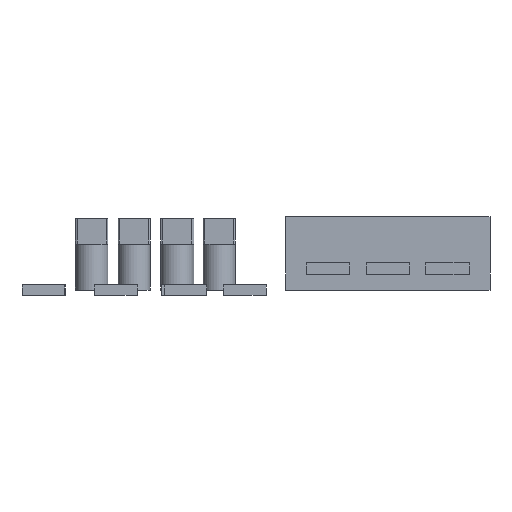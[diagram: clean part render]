
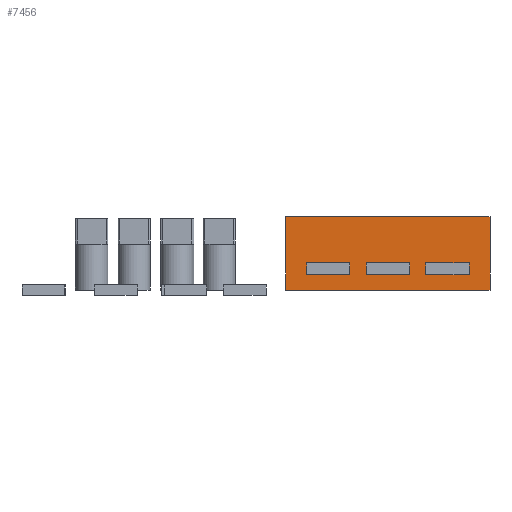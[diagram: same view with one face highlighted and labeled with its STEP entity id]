
A CAD part, front view. The second image highlights one B-rep face of the part: STEP entity #7456.
In plain terms, the highlighted planar face has unit normal (0, -1, 0).
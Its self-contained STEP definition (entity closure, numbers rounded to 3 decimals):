
#179=FACE_BOUND('',#1558,.T.);
#180=FACE_BOUND('',#1559,.T.);
#181=FACE_BOUND('',#1560,.T.);
#1042=FACE_OUTER_BOUND('',#1557,.T.);
#1557=EDGE_LOOP('',(#6663,#6664,#6665,#6666));
#1558=EDGE_LOOP('',(#6667,#6668,#6669,#6670));
#1559=EDGE_LOOP('',(#6671,#6672,#6673,#6674));
#1560=EDGE_LOOP('',(#6675,#6676,#6677,#6678));
#2239=LINE('',#12612,#2966);
#2243=LINE('',#12639,#2970);
#2251=LINE('',#12654,#2978);
#2253=LINE('',#12660,#2980);
#2261=LINE('',#12675,#2988);
#2263=LINE('',#12681,#2990);
#2271=LINE('',#12696,#2998);
#2272=LINE('',#12698,#2999);
#2273=LINE('',#12702,#3000);
#2277=LINE('',#12714,#3004);
#2278=LINE('',#12716,#3005);
#2279=LINE('',#12718,#3006);
#2280=LINE('',#12720,#3007);
#2282=LINE('',#12725,#3009);
#2287=LINE('',#12734,#3014);
#2288=LINE('',#12736,#3015);
#2966=VECTOR('',#10470,10.);
#2970=VECTOR('',#10506,10.);
#2978=VECTOR('',#10518,10.);
#2980=VECTOR('',#10522,10.);
#2988=VECTOR('',#10534,10.);
#2990=VECTOR('',#10538,10.);
#2998=VECTOR('',#10550,10.);
#2999=VECTOR('',#10553,10.);
#3000=VECTOR('',#10558,10.);
#3004=VECTOR('',#10574,10.);
#3005=VECTOR('',#10577,10.);
#3006=VECTOR('',#10580,10.);
#3007=VECTOR('',#10583,10.);
#3009=VECTOR('',#10587,10.);
#3014=VECTOR('',#10596,10.);
#3015=VECTOR('',#10599,10.);
#3613=VERTEX_POINT('',#12609);
#3614=VERTEX_POINT('',#12611);
#3619=VERTEX_POINT('',#12635);
#3621=VERTEX_POINT('',#12638);
#3625=VERTEX_POINT('',#12650);
#3626=VERTEX_POINT('',#12652);
#3627=VERTEX_POINT('',#12656);
#3629=VERTEX_POINT('',#12659);
#3633=VERTEX_POINT('',#12671);
#3634=VERTEX_POINT('',#12673);
#3635=VERTEX_POINT('',#12677);
#3637=VERTEX_POINT('',#12680);
#3641=VERTEX_POINT('',#12692);
#3642=VERTEX_POINT('',#12694);
#3646=VERTEX_POINT('',#12722);
#3649=VERTEX_POINT('',#12732);
#4599=EDGE_CURVE('',#3613,#3614,#2239,.T.);
#4612=EDGE_CURVE('',#3619,#3621,#2243,.T.);
#4620=EDGE_CURVE('',#3625,#3626,#2251,.T.);
#4622=EDGE_CURVE('',#3627,#3629,#2253,.T.);
#4630=EDGE_CURVE('',#3633,#3634,#2261,.T.);
#4632=EDGE_CURVE('',#3635,#3637,#2263,.T.);
#4640=EDGE_CURVE('',#3641,#3642,#2271,.T.);
#4641=EDGE_CURVE('',#3626,#3621,#2272,.T.);
#4643=EDGE_CURVE('',#3634,#3629,#2273,.T.);
#4649=EDGE_CURVE('',#3642,#3637,#2277,.T.);
#4650=EDGE_CURVE('',#3625,#3619,#2278,.T.);
#4651=EDGE_CURVE('',#3633,#3627,#2279,.T.);
#4652=EDGE_CURVE('',#3641,#3635,#2280,.T.);
#4654=EDGE_CURVE('',#3646,#3613,#2282,.T.);
#4659=EDGE_CURVE('',#3649,#3614,#2287,.T.);
#4660=EDGE_CURVE('',#3649,#3646,#2288,.T.);
#6663=ORIENTED_EDGE('',*,*,#4654,.F.);
#6664=ORIENTED_EDGE('',*,*,#4660,.F.);
#6665=ORIENTED_EDGE('',*,*,#4659,.T.);
#6666=ORIENTED_EDGE('',*,*,#4599,.F.);
#6667=ORIENTED_EDGE('',*,*,#4652,.F.);
#6668=ORIENTED_EDGE('',*,*,#4640,.T.);
#6669=ORIENTED_EDGE('',*,*,#4649,.T.);
#6670=ORIENTED_EDGE('',*,*,#4632,.F.);
#6671=ORIENTED_EDGE('',*,*,#4630,.T.);
#6672=ORIENTED_EDGE('',*,*,#4643,.T.);
#6673=ORIENTED_EDGE('',*,*,#4622,.F.);
#6674=ORIENTED_EDGE('',*,*,#4651,.F.);
#6675=ORIENTED_EDGE('',*,*,#4620,.T.);
#6676=ORIENTED_EDGE('',*,*,#4641,.T.);
#6677=ORIENTED_EDGE('',*,*,#4612,.F.);
#6678=ORIENTED_EDGE('',*,*,#4650,.F.);
#7005=PLANE('',#8362);
#7456=ADVANCED_FACE('',(#1042,#179,#180,#181),#7005,.T.);
#8362=AXIS2_PLACEMENT_3D('',#12735,#10597,#10598);
#10470=DIRECTION('',(1.,0.,0.));
#10506=DIRECTION('',(0.,0.,1.));
#10518=DIRECTION('',(0.,0.,1.));
#10522=DIRECTION('',(0.,0.,1.));
#10534=DIRECTION('',(0.,0.,1.));
#10538=DIRECTION('',(0.,0.,1.));
#10550=DIRECTION('',(0.,0.,1.));
#10553=DIRECTION('',(1.,0.,0.));
#10558=DIRECTION('',(1.,0.,0.));
#10574=DIRECTION('',(1.,0.,0.));
#10577=DIRECTION('',(1.,0.,0.));
#10580=DIRECTION('',(1.,0.,0.));
#10583=DIRECTION('',(1.,0.,0.));
#10587=DIRECTION('',(0.,0.,1.));
#10596=DIRECTION('',(0.,0.,1.));
#10597=DIRECTION('center_axis',(0.,-1.,0.));
#10598=DIRECTION('ref_axis',(1.,0.,0.));
#10599=DIRECTION('',(-1.,0.,0.));
#12609=CARTESIAN_POINT('',(64.019,-33.503,43.));
#12611=CARTESIAN_POINT('',(184.019,-33.503,43.));
#12612=CARTESIAN_POINT('',(64.019,-33.503,43.));
#12635=CARTESIAN_POINT('',(171.769,-33.503,9.));
#12638=CARTESIAN_POINT('',(171.769,-33.503,16.));
#12639=CARTESIAN_POINT('',(171.769,-33.503,9.));
#12650=CARTESIAN_POINT('',(146.269,-33.503,9.));
#12652=CARTESIAN_POINT('',(146.269,-33.503,16.));
#12654=CARTESIAN_POINT('',(146.269,-33.503,9.));
#12656=CARTESIAN_POINT('',(136.769,-33.503,9.));
#12659=CARTESIAN_POINT('',(136.769,-33.503,16.));
#12660=CARTESIAN_POINT('',(136.769,-33.503,9.));
#12671=CARTESIAN_POINT('',(111.269,-33.503,9.));
#12673=CARTESIAN_POINT('',(111.269,-33.503,16.));
#12675=CARTESIAN_POINT('',(111.269,-33.503,9.));
#12677=CARTESIAN_POINT('',(101.769,-33.503,9.));
#12680=CARTESIAN_POINT('',(101.769,-33.503,16.));
#12681=CARTESIAN_POINT('',(101.769,-33.503,9.));
#12692=CARTESIAN_POINT('',(76.269,-33.503,9.));
#12694=CARTESIAN_POINT('',(76.269,-33.503,16.));
#12696=CARTESIAN_POINT('',(76.269,-33.503,9.));
#12698=CARTESIAN_POINT('',(64.019,-33.503,16.));
#12702=CARTESIAN_POINT('',(64.019,-33.503,16.));
#12714=CARTESIAN_POINT('',(64.019,-33.503,16.));
#12716=CARTESIAN_POINT('',(184.019,-33.503,9.));
#12718=CARTESIAN_POINT('',(184.019,-33.503,9.));
#12720=CARTESIAN_POINT('',(184.019,-33.503,9.));
#12722=CARTESIAN_POINT('',(64.019,-33.503,0.));
#12725=CARTESIAN_POINT('',(64.019,-33.503,0.));
#12732=CARTESIAN_POINT('',(184.019,-33.503,0.));
#12734=CARTESIAN_POINT('',(184.019,-33.503,0.));
#12735=CARTESIAN_POINT('Origin',(64.019,-33.503,0.));
#12736=CARTESIAN_POINT('',(184.019,-33.503,0.));
